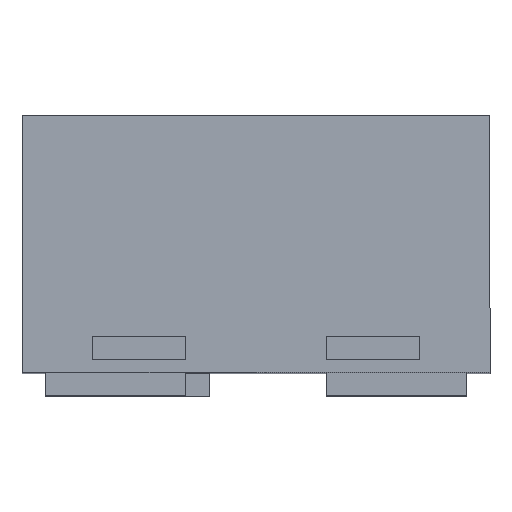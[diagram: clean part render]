
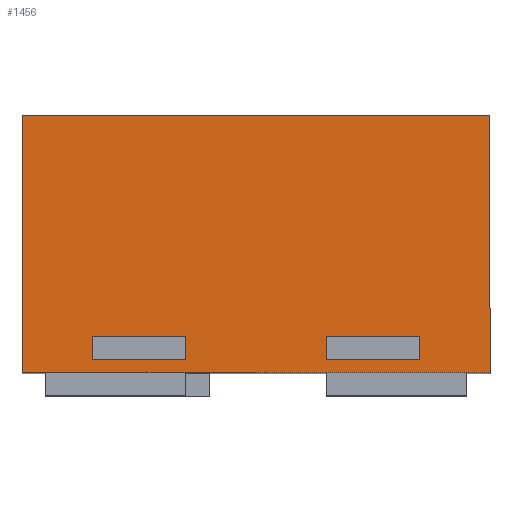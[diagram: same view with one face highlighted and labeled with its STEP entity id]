
A CAD part, top view. The second image highlights one B-rep face of the part: STEP entity #1456.
In plain terms, the highlighted planar face has unit normal (0, 0, 1).
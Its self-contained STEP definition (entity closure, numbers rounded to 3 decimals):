
#56 = VECTOR ( 'NONE', #1505, 1000. ) ;
#72 = CARTESIAN_POINT ( 'NONE',  ( -0.5, 0.077, 0.725 ) ) ;
#103 = DIRECTION ( 'NONE',  ( 0., 1., 0. ) ) ;
#104 = VERTEX_POINT ( 'NONE', #3506 ) ;
#114 = DIRECTION ( 'NONE',  ( 0., -1., 0. ) ) ;
#254 = VERTEX_POINT ( 'NONE', #2986 ) ;
#289 = CARTESIAN_POINT ( 'NONE',  ( -0.5, -1.761, 0.725 ) ) ;
#376 = CARTESIAN_POINT ( 'NONE',  ( -0.35, 0.127, 0.725 ) ) ;
#387 = FACE_OUTER_BOUND ( 'NONE', #2285, .T. ) ;
#435 = CARTESIAN_POINT ( 'NONE',  ( 0.35, 0.077, 0.725 ) ) ;
#534 = LINE ( 'NONE', #3258, #2474 ) ;
#567 = LINE ( 'NONE', #1616, #1817 ) ;
#583 = VECTOR ( 'NONE', #2150, 1000. ) ;
#598 = CARTESIAN_POINT ( 'NONE',  ( 0.35, -1.761, 0.725 ) ) ;
#623 = VERTEX_POINT ( 'NONE', #1508 ) ;
#653 = CARTESIAN_POINT ( 'NONE',  ( -0.5, -1.761, 0.725 ) ) ;
#668 = VECTOR ( 'NONE', #114, 1000. ) ;
#671 = FACE_BOUND ( 'NONE', #2396, .T. ) ;
#679 = VECTOR ( 'NONE', #2481, 1000. ) ;
#727 = VERTEX_POINT ( 'NONE', #3270 ) ;
#780 = CARTESIAN_POINT ( 'NONE',  ( 0.5, -1.761, 0.725 ) ) ;
#792 = CARTESIAN_POINT ( 'NONE',  ( -0.5, 0.05, 0.725 ) ) ;
#835 = EDGE_CURVE ( 'NONE', #623, #104, #567, .T. ) ;
#852 = CARTESIAN_POINT ( 'NONE',  ( -0.35, -1.761, 0.725 ) ) ;
#860 = LINE ( 'NONE', #1983, #4285 ) ;
#869 = CARTESIAN_POINT ( 'NONE',  ( -0.5, 0.077, 0.725 ) ) ;
#1003 = LINE ( 'NONE', #852, #1775 ) ;
#1111 = VERTEX_POINT ( 'NONE', #3045 ) ;
#1191 = LINE ( 'NONE', #72, #679 ) ;
#1246 = VERTEX_POINT ( 'NONE', #792 ) ;
#1349 = DIRECTION ( 'NONE',  ( 0., 0., 1. ) ) ;
#1352 = DIRECTION ( 'NONE',  ( -1., 0., 0. ) ) ;
#1438 = EDGE_CURVE ( 'NONE', #1246, #623, #3773, .T. ) ;
#1456 = ADVANCED_FACE ( 'NONE', ( #2248, #671, #387 ), #2350, .T. ) ;
#1483 = ORIENTED_EDGE ( 'NONE', *, *, #3597, .F. ) ;
#1486 = LINE ( 'NONE', #869, #3300 ) ;
#1491 = VECTOR ( 'NONE', #1975, 1000. ) ;
#1505 = DIRECTION ( 'NONE',  ( -1., 0., 0. ) ) ;
#1508 = CARTESIAN_POINT ( 'NONE',  ( -0.5, 0.6, 0.725 ) ) ;
#1510 = VERTEX_POINT ( 'NONE', #376 ) ;
#1613 = LINE ( 'NONE', #3438, #3424 ) ;
#1616 = CARTESIAN_POINT ( 'NONE',  ( -0.5, 0.6, 0.725 ) ) ;
#1654 = DIRECTION ( 'NONE',  ( 1., 0., 0. ) ) ;
#1656 = ORIENTED_EDGE ( 'NONE', *, *, #835, .F. ) ;
#1669 = EDGE_CURVE ( 'NONE', #1111, #1711, #1613, .T. ) ;
#1711 = VERTEX_POINT ( 'NONE', #2458 ) ;
#1736 = LINE ( 'NONE', #3442, #56 ) ;
#1772 = EDGE_CURVE ( 'NONE', #4106, #3338, #3058, .T. ) ;
#1775 = VECTOR ( 'NONE', #1850, 1000. ) ;
#1817 = VECTOR ( 'NONE', #3870, 1000. ) ;
#1850 = DIRECTION ( 'NONE',  ( 0., -1., 0. ) ) ;
#1890 = ORIENTED_EDGE ( 'NONE', *, *, #3260, .F. ) ;
#1944 = EDGE_LOOP ( 'NONE', ( #4229, #2104, #4028, #1483 ) ) ;
#1975 = DIRECTION ( 'NONE',  ( 0., 1., 0. ) ) ;
#1983 = CARTESIAN_POINT ( 'NONE',  ( -0.5, 0.05, 0.725 ) ) ;
#2002 = AXIS2_PLACEMENT_3D ( 'NONE', #289, #1349, #1654 ) ;
#2049 = ORIENTED_EDGE ( 'NONE', *, *, #1772, .F. ) ;
#2104 = ORIENTED_EDGE ( 'NONE', *, *, #2438, .F. ) ;
#2150 = DIRECTION ( 'NONE',  ( 0., 1., 0. ) ) ;
#2231 = LINE ( 'NONE', #598, #1491 ) ;
#2248 = FACE_BOUND ( 'NONE', #1944, .T. ) ;
#2285 = EDGE_LOOP ( 'NONE', ( #3193, #2915, #1656, #2679 ) ) ;
#2350 = PLANE ( 'NONE',  #2002 ) ;
#2376 = LINE ( 'NONE', #780, #583 ) ;
#2396 = EDGE_LOOP ( 'NONE', ( #2659, #1890, #3590, #2049 ) ) ;
#2408 = EDGE_CURVE ( 'NONE', #727, #104, #2376, .T. ) ;
#2438 = EDGE_CURVE ( 'NONE', #2601, #1111, #1191, .T. ) ;
#2458 = CARTESIAN_POINT ( 'NONE',  ( -0.15, 0.127, 0.725 ) ) ;
#2474 = VECTOR ( 'NONE', #2578, 1000. ) ;
#2481 = DIRECTION ( 'NONE',  ( 1., 0., 0. ) ) ;
#2578 = DIRECTION ( 'NONE',  ( -1., 0., 0. ) ) ;
#2601 = VERTEX_POINT ( 'NONE', #3195 ) ;
#2659 = ORIENTED_EDGE ( 'NONE', *, *, #2940, .F. ) ;
#2665 = EDGE_CURVE ( 'NONE', #727, #1246, #860, .T. ) ;
#2679 = ORIENTED_EDGE ( 'NONE', *, *, #1438, .F. ) ;
#2764 = CARTESIAN_POINT ( 'NONE',  ( 0.15, 0.127, 0.725 ) ) ;
#2871 = DIRECTION ( 'NONE',  ( 1., 0., 0. ) ) ;
#2913 = VECTOR ( 'NONE', #3340, 1000. ) ;
#2915 = ORIENTED_EDGE ( 'NONE', *, *, #2408, .T. ) ;
#2940 = EDGE_CURVE ( 'NONE', #254, #4106, #1736, .T. ) ;
#2986 = CARTESIAN_POINT ( 'NONE',  ( 0.35, 0.127, 0.725 ) ) ;
#3045 = CARTESIAN_POINT ( 'NONE',  ( -0.15, 0.077, 0.725 ) ) ;
#3058 = LINE ( 'NONE', #3159, #668 ) ;
#3159 = CARTESIAN_POINT ( 'NONE',  ( 0.15, -1.761, 0.725 ) ) ;
#3193 = ORIENTED_EDGE ( 'NONE', *, *, #2665, .F. ) ;
#3195 = CARTESIAN_POINT ( 'NONE',  ( -0.35, 0.077, 0.725 ) ) ;
#3258 = CARTESIAN_POINT ( 'NONE',  ( -0.5, 0.127, 0.725 ) ) ;
#3260 = EDGE_CURVE ( 'NONE', #3372, #254, #2231, .T. ) ;
#3270 = CARTESIAN_POINT ( 'NONE',  ( 0.5, 0.05, 0.725 ) ) ;
#3300 = VECTOR ( 'NONE', #2871, 1000. ) ;
#3338 = VERTEX_POINT ( 'NONE', #3969 ) ;
#3340 = DIRECTION ( 'NONE',  ( 0., 1., 0. ) ) ;
#3372 = VERTEX_POINT ( 'NONE', #435 ) ;
#3424 = VECTOR ( 'NONE', #103, 1000. ) ;
#3438 = CARTESIAN_POINT ( 'NONE',  ( -0.15, -1.761, 0.725 ) ) ;
#3442 = CARTESIAN_POINT ( 'NONE',  ( -0.5, 0.127, 0.725 ) ) ;
#3506 = CARTESIAN_POINT ( 'NONE',  ( 0.5, 0.6, 0.725 ) ) ;
#3590 = ORIENTED_EDGE ( 'NONE', *, *, #3622, .F. ) ;
#3597 = EDGE_CURVE ( 'NONE', #1711, #1510, #534, .T. ) ;
#3622 = EDGE_CURVE ( 'NONE', #3338, #3372, #1486, .T. ) ;
#3719 = EDGE_CURVE ( 'NONE', #1510, #2601, #1003, .T. ) ;
#3773 = LINE ( 'NONE', #653, #2913 ) ;
#3870 = DIRECTION ( 'NONE',  ( 1., 0., 0. ) ) ;
#3969 = CARTESIAN_POINT ( 'NONE',  ( 0.15, 0.077, 0.725 ) ) ;
#4028 = ORIENTED_EDGE ( 'NONE', *, *, #3719, .F. ) ;
#4106 = VERTEX_POINT ( 'NONE', #2764 ) ;
#4229 = ORIENTED_EDGE ( 'NONE', *, *, #1669, .F. ) ;
#4285 = VECTOR ( 'NONE', #1352, 1000. ) ;
